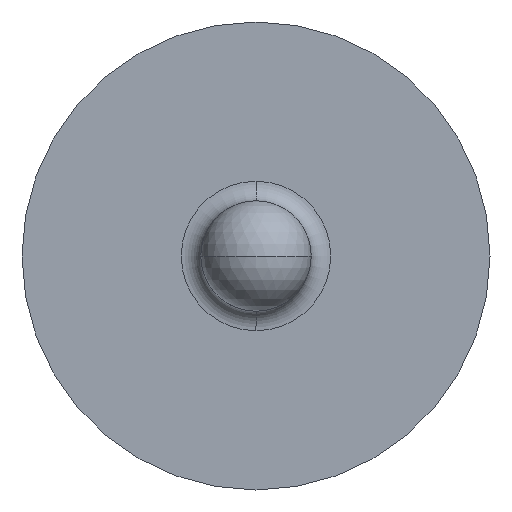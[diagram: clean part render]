
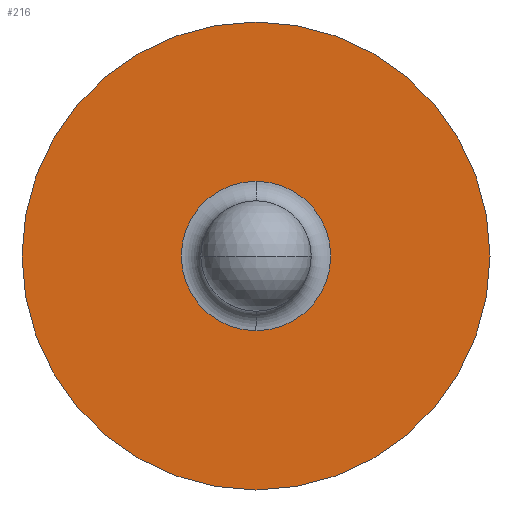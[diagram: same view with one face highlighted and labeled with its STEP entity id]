
A CAD part, left-side view. The second image highlights one B-rep face of the part: STEP entity #216.
In plain terms, the highlighted planar face has unit normal (-1, 0, 0).
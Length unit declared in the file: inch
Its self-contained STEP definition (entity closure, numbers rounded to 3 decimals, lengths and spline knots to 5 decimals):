
#67 = CARTESIAN_POINT ( 'NONE',  ( 0.069, 0., -0.0115 ) ) ;
#74 = CIRCLE ( 'NONE', #663, 0.036 ) ;
#86 = DIRECTION ( 'NONE',  ( 0., 0., -1. ) ) ;
#94 = VERTEX_POINT ( 'NONE', #167 ) ;
#106 = DIRECTION ( 'NONE',  ( 0., 0., 1. ) ) ;
#119 = AXIS2_PLACEMENT_3D ( 'NONE', #682, #184, #307 ) ;
#143 = VERTEX_POINT ( 'NONE', #67 ) ;
#147 = AXIS2_PLACEMENT_3D ( 'NONE', #596, #710, #106 ) ;
#151 = CARTESIAN_POINT ( 'NONE',  ( 0.069, 0., -0.036 ) ) ;
#167 = CARTESIAN_POINT ( 'NONE',  ( 0.069, 0., 0.036 ) ) ;
#175 = PLANE ( 'NONE',  #428 ) ;
#184 = DIRECTION ( 'NONE',  ( -1., 0., 0. ) ) ;
#189 = CIRCLE ( 'NONE', #119, 0.0115 ) ;
#203 = EDGE_LOOP ( 'NONE', ( #245, #406 ) ) ;
#216 = ADVANCED_FACE ( 'NONE', ( #349, #237 ), #175, .F. ) ;
#237 = FACE_OUTER_BOUND ( 'NONE', #203, .T. ) ;
#245 = ORIENTED_EDGE ( 'NONE', *, *, #539, .T. ) ;
#257 = CIRCLE ( 'NONE', #147, 0.0115 ) ;
#274 = DIRECTION ( 'NONE',  ( -1., 0., 0. ) ) ;
#293 = CIRCLE ( 'NONE', #556, 0.036 ) ;
#297 = DIRECTION ( 'NONE',  ( 1., 0., 0. ) ) ;
#302 = VERTEX_POINT ( 'NONE', #621 ) ;
#307 = DIRECTION ( 'NONE',  ( 0., 0., 1. ) ) ;
#313 = EDGE_CURVE ( 'NONE', #302, #143, #189, .T. ) ;
#343 = ORIENTED_EDGE ( 'NONE', *, *, #486, .F. ) ;
#349 = FACE_BOUND ( 'NONE', #453, .T. ) ;
#378 = DIRECTION ( 'NONE',  ( 0., 0., 1. ) ) ;
#406 = ORIENTED_EDGE ( 'NONE', *, *, #608, .T. ) ;
#417 = VERTEX_POINT ( 'NONE', #151 ) ;
#428 = AXIS2_PLACEMENT_3D ( 'NONE', #578, #297, #86 ) ;
#429 = DIRECTION ( 'NONE',  ( -1., 0., 0. ) ) ;
#443 = CARTESIAN_POINT ( 'NONE',  ( 0.069, 0., 0. ) ) ;
#453 = EDGE_LOOP ( 'NONE', ( #610, #343 ) ) ;
#486 = EDGE_CURVE ( 'NONE', #143, #302, #257, .T. ) ;
#539 = EDGE_CURVE ( 'NONE', #94, #417, #74, .T. ) ;
#556 = AXIS2_PLACEMENT_3D ( 'NONE', #443, #429, #672 ) ;
#578 = CARTESIAN_POINT ( 'NONE',  ( 0.069, 0.036, 0. ) ) ;
#596 = CARTESIAN_POINT ( 'NONE',  ( 0.069, 0., 0. ) ) ;
#608 = EDGE_CURVE ( 'NONE', #417, #94, #293, .T. ) ;
#610 = ORIENTED_EDGE ( 'NONE', *, *, #313, .F. ) ;
#621 = CARTESIAN_POINT ( 'NONE',  ( 0.069, 0., 0.0115 ) ) ;
#655 = CARTESIAN_POINT ( 'NONE',  ( 0.069, 0., 0. ) ) ;
#663 = AXIS2_PLACEMENT_3D ( 'NONE', #655, #274, #378 ) ;
#672 = DIRECTION ( 'NONE',  ( 0., 0., 1. ) ) ;
#682 = CARTESIAN_POINT ( 'NONE',  ( 0.069, 0., 0. ) ) ;
#710 = DIRECTION ( 'NONE',  ( -1., 0., 0. ) ) ;
